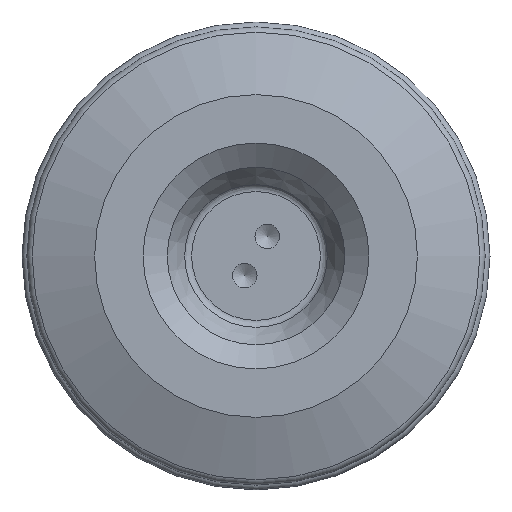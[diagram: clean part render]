
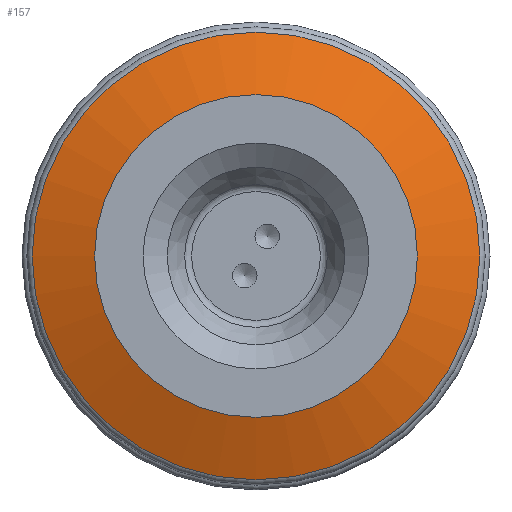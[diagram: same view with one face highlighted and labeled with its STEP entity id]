
A CAD part, left-side view. The second image highlights one B-rep face of the part: STEP entity #157.
In plain terms, the highlighted conical face has half-angle 69.744 degrees and reference radius 99.289 mm.
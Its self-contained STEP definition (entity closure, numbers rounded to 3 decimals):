
#157=ADVANCED_FACE('',(#376,#377),#378,.T.);
#376=FACE_BOUND('',#654,.T.);
#377=FACE_BOUND('',#655,.T.);
#378=CONICAL_SURFACE('',#656,99.289,1.217);
#654=EDGE_LOOP('',(#1041,#1042));
#655=EDGE_LOOP('',(#1043,#1044));
#656=AXIS2_PLACEMENT_3D('',#1045,#1046,#1047);
#1041=ORIENTED_EDGE('',*,*,#1405,.T.);
#1042=ORIENTED_EDGE('',*,*,#1404,.T.);
#1043=ORIENTED_EDGE('',*,*,#1425,.T.);
#1044=ORIENTED_EDGE('',*,*,#1424,.T.);
#1045=CARTESIAN_POINT('',(-0.262,0.,0.));
#1046=DIRECTION('',(1.0,0.,0.));
#1047=DIRECTION('',(0.,0.152,0.988));
#1404=EDGE_CURVE('',#1650,#1651,#1652,.T.);
#1405=EDGE_CURVE('',#1651,#1650,#1653,.T.);
#1424=EDGE_CURVE('',#1685,#1686,#1687,.T.);
#1425=EDGE_CURVE('',#1686,#1685,#1688,.T.);
#1650=VERTEX_POINT('',#1962);
#1651=VERTEX_POINT('',#1963);
#1652=CIRCLE('',#1964,100.0);
#1653=CIRCLE('',#1965,100.0);
#1685=VERTEX_POINT('',#2004);
#1686=VERTEX_POINT('',#2005);
#1687=CIRCLE('',#2006,138.731);
#1688=CIRCLE('',#2007,138.731);
#1962=CARTESIAN_POINT('',(0.,0.,-100.));
#1963=CARTESIAN_POINT('',(0.0,0.0,100.0));
#1964=AXIS2_PLACEMENT_3D('',#2379,#2380,#2381);
#1965=AXIS2_PLACEMENT_3D('',#2382,#2383,#2384);
#2004=CARTESIAN_POINT('',(14.294,0.,-138.731));
#2005=CARTESIAN_POINT('',(14.294,0.0,138.731));
#2006=AXIS2_PLACEMENT_3D('',#2410,#2411,#2412);
#2007=AXIS2_PLACEMENT_3D('',#2413,#2414,#2415);
#2379=CARTESIAN_POINT('',(0.0,0.,0.0));
#2380=DIRECTION('',(1.0,0.0,0.0));
#2381=DIRECTION('',(0.0,0.,-1.0));
#2382=CARTESIAN_POINT('',(0.0,0.,0.));
#2383=DIRECTION('',(1.0,0.0,-0.0));
#2384=DIRECTION('',(0.0,0.,1.0));
#2410=CARTESIAN_POINT('',(14.294,0.0,0.));
#2411=DIRECTION('',(-1.0,0.,0.));
#2412=DIRECTION('',(0.0,0.,-1.0));
#2413=CARTESIAN_POINT('',(14.294,0.,0.0));
#2414=DIRECTION('',(-1.0,0.0,0.0));
#2415=DIRECTION('',(0.0,0.,1.0));
